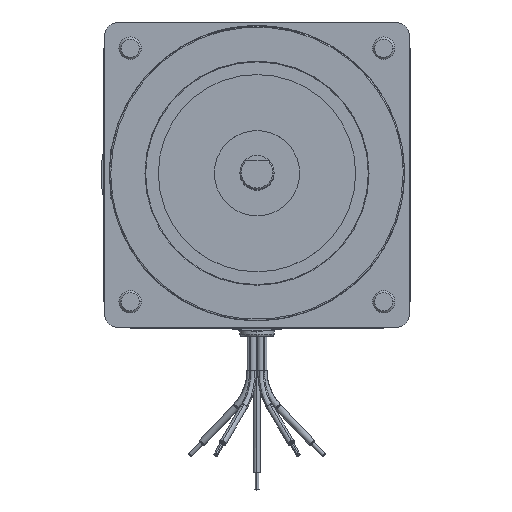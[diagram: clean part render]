
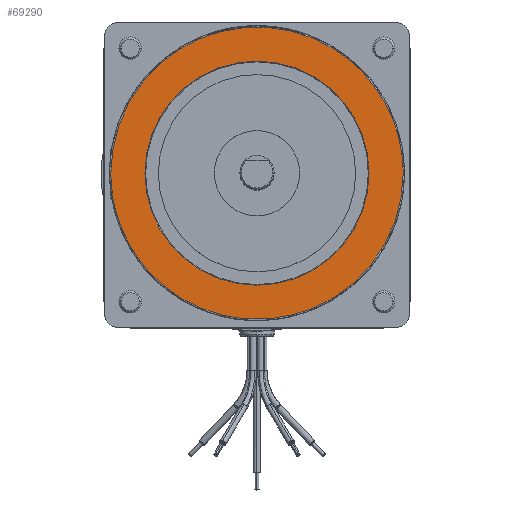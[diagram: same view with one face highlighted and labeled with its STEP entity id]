
A CAD part, top view. The second image highlights one B-rep face of the part: STEP entity #69290.
In plain terms, the highlighted planar face has unit normal (0, 0, 1).
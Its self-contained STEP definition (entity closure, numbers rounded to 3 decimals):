
#2118 = CARTESIAN_POINT ( 'NONE',  ( 2.07, 0., 0. ) ) ;
#2234 = PLANE ( 'NONE',  #58156 ) ;
#2237 = DIRECTION ( 'NONE',  ( 0., 0., 1. ) ) ;
#2239 = DIRECTION ( 'NONE',  ( 1., 0., 0. ) ) ;
#6056 = CARTESIAN_POINT ( 'NONE',  ( 0., 2.083, 0. ) ) ;
#13228 = CIRCLE ( 'NONE', #71689, 2.083 ) ;
#15907 = ORIENTED_EDGE ( 'NONE', *, *, #37442, .F. ) ;
#15908 = ORIENTED_EDGE ( 'NONE', *, *, #66514, .F. ) ;
#15910 = ORIENTED_EDGE ( 'NONE', *, *, #71456, .T. ) ;
#15913 = ORIENTED_EDGE ( 'NONE', *, *, #19741, .T. ) ;
#19248 = CARTESIAN_POINT ( 'NONE',  ( -2.718, 0., 0. ) ) ;
#19741 = EDGE_CURVE ( 'NONE', #55761, #29098, #13228, .T. ) ;
#26137 = CARTESIAN_POINT ( 'NONE',  ( 2.718, 0., 0. ) ) ;
#27018 = CARTESIAN_POINT ( 'NONE',  ( 0., -2.083, 0. ) ) ;
#29098 = VERTEX_POINT ( 'NONE', #27018 ) ;
#31453 = VERTEX_POINT ( 'NONE', #26137 ) ;
#32360 = VERTEX_POINT ( 'NONE', #19248 ) ;
#36417 = DIRECTION ( 'NONE',  ( 0., -1., 0. ) ) ;
#36419 = DIRECTION ( 'NONE',  ( 0., 0., -1. ) ) ;
#36420 = CARTESIAN_POINT ( 'NONE',  ( 0., 0., 0. ) ) ;
#37442 = EDGE_CURVE ( 'NONE', #31453, #32360, #64387, .T. ) ;
#40918 = CIRCLE ( 'NONE', #59542, 2.083 ) ;
#41024 = CARTESIAN_POINT ( 'NONE',  ( 0., 0., 0. ) ) ;
#41025 = DIRECTION ( 'NONE',  ( 0., 0., -1. ) ) ;
#41026 = DIRECTION ( 'NONE',  ( 0., -1., 0. ) ) ;
#44272 = CARTESIAN_POINT ( 'NONE',  ( 2.718, 0., 0. ) ) ;
#44282 = CARTESIAN_POINT ( 'NONE',  ( 2.718, -5.436, 0. ) ) ;
#44286 = CARTESIAN_POINT ( 'NONE',  ( -2.718, -5.436, 0. ) ) ;
#44287 = CARTESIAN_POINT ( 'NONE',  ( -2.718, 0., 0. ) ) ;
#51567 = CARTESIAN_POINT ( 'NONE',  ( -2.718, 5.436, 0. ) ) ;
#51595 = CARTESIAN_POINT ( 'NONE',  ( -2.718, 0., 0. ) ) ;
#51606 = CARTESIAN_POINT ( 'NONE',  ( 2.718, 5.436, 0. ) ) ;
#51608 = CARTESIAN_POINT ( 'NONE',  ( 2.718, 0., 0. ) ) ;
#55761 = VERTEX_POINT ( 'NONE', #6056 ) ;
#58156 = AXIS2_PLACEMENT_3D ( 'NONE', #2118, #2237, #2239 ) ;
#59542 = AXIS2_PLACEMENT_3D ( 'NONE', #41024, #41025, #41026 ) ;
#64387 =( BOUNDED_CURVE ( )  B_SPLINE_CURVE ( 3, ( #44272, #44282, #44286, #44287 ),
 .UNSPECIFIED., .F., .F. ) 
 B_SPLINE_CURVE_WITH_KNOTS ( ( 4, 4 ),
 ( 0., 0.5 ),
 .UNSPECIFIED. ) 
 CURVE ( )  GEOMETRIC_REPRESENTATION_ITEM ( )  RATIONAL_B_SPLINE_CURVE ( ( 1., 0.333, 0.333, 1. ) ) 
 REPRESENTATION_ITEM ( '' )  );
#64796 =( BOUNDED_CURVE ( )  B_SPLINE_CURVE ( 3, ( #51595, #51567, #51606, #51608 ),
 .UNSPECIFIED., .F., .F. ) 
 B_SPLINE_CURVE_WITH_KNOTS ( ( 4, 4 ),
 ( 0.5, 1. ),
 .UNSPECIFIED. ) 
 CURVE ( )  GEOMETRIC_REPRESENTATION_ITEM ( )  RATIONAL_B_SPLINE_CURVE ( ( 1., 0.333, 0.333, 1. ) ) 
 REPRESENTATION_ITEM ( '' )  );
#66022 = EDGE_LOOP ( 'NONE', ( #15910, #15913 ) ) ;
#66024 = EDGE_LOOP ( 'NONE', ( #15907, #15908 ) ) ;
#66514 = EDGE_CURVE ( 'NONE', #32360, #31453, #64796, .T. ) ;
#69290 = ADVANCED_FACE ( 'NONE', ( #70290, #70294 ), #2234, .T. ) ;
#70290 = FACE_OUTER_BOUND ( 'NONE', #66024, .T. ) ;
#70294 = FACE_BOUND ( 'NONE', #66022, .T. ) ;
#71456 = EDGE_CURVE ( 'NONE', #29098, #55761, #40918, .T. ) ;
#71689 = AXIS2_PLACEMENT_3D ( 'NONE', #36420, #36419, #36417 ) ;
